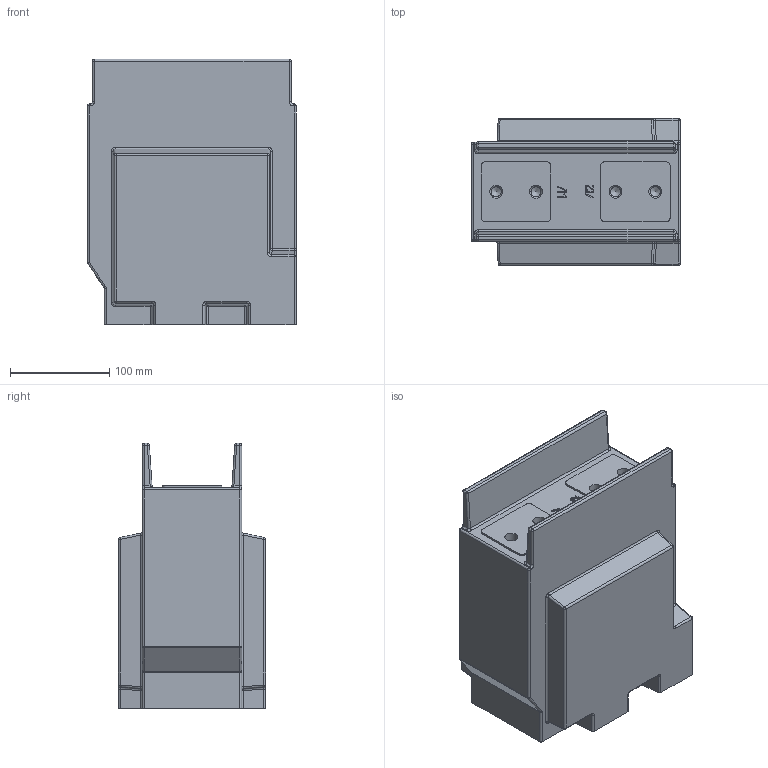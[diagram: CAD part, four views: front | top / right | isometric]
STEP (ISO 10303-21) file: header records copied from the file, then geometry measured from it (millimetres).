
FILE_DESCRIPTION(('STEP AP242'), '1');
FILE_NAME('ÒËÎ Ì12 ÀÑ 60õ70', '', ('UNSPECIFIED'), ('UNSPECIFIED'), 'ASCON STEP Converter 1.6', 'ASCON Math Kernel', '');
FILE_SCHEMA(('AP242_MANAGED_MODEL_BASED_3D_ENGINEERING_MIM_LF { 1 0 10303 442 1 1 4 }'));
Length unit declared in the file: millimetre
Assembly tree (29 placements, depth 3):
  (unnamed)
    (unnamed)
    (unnamed)  x4
    (unnamed)  x4
    (unnamed)  x2
    (unnamed)  x4
    (unnamed)  x4
    (unnamed)
    (unnamed)  x4
      (unnamed)
      (unnamed)
      (unnamed)
    (unnamed)  x2
Bounding box: 210.5 x 148 x 267 mm (x, y, z)
Volume: 6013480.6 mm3; surface area: 446422.8 mm2
Topology: 34 solids, 34 shells, 2157 faces, 5378 edges, 3326 vertices
Faces by surface type: cylinder 1098, plane 707, torus 196, cone 92, bspline 46, sphere 18
Full cylindrical faces by diameter (mm): 1.25 x1, 2 x16, 2.25 x1, 2.5 x2, 4.134 x2, 4.917 x4, 5 x10, 5.5 x4, 6 x6, 6.4 x4, 6.95 x4, 8 x14, 9 x8, 10 x20, 10.106 x8, 12 x4, 13 x8, 15 x8, 16 x16, 17 x16, 20 x8, 35 x2
Entity records: 62808 total; most frequent: CARTESIAN_POINT 11723, DIRECTION 8368, ORIENTED_EDGE 7594, EDGE_CURVE 3797, AXIS2_PLACEMENT_3D 3160, VERTEX_POINT 2516, LINE 2048, VECTOR 2048
